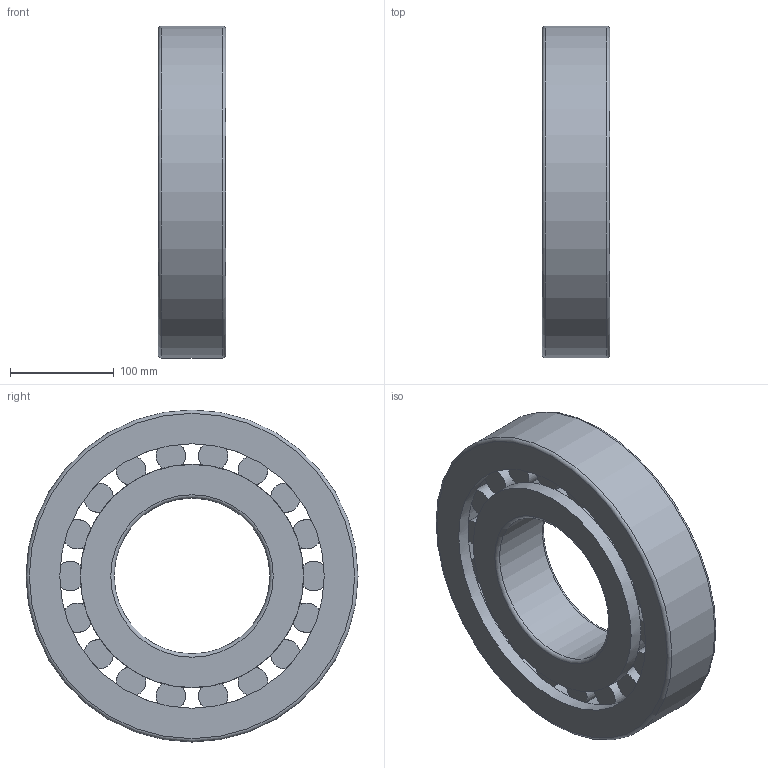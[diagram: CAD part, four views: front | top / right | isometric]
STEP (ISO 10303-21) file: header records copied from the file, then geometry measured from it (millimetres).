
FILE_DESCRIPTION(/* description */ (''),/* implementation_level */ '2;1');
FILE_NAME(/* name */ 'NJ330E.M.ipt.stp',/* time_stamp */ '2020-11-25T08:50:11+01:00',/* author */ ('JP'),/* organization */ (''),/* preprocessor_version */ 'ST-DEVELOPER v18.1',/* originating_system */ 'Autodesk Inventor 2021',/* authorisation */ '');
FILE_SCHEMA (('AUTOMOTIVE_DESIGN { 1 0 10303 214 3 1 1 }'));
Length unit declared in the file: millimetre
Products named in the file (1): NJ330E.M
Bounding box: 65 x 320 x 320 mm (x, y, z)
Volume: 3267241.4 mm3; surface area: 367232.2 mm2
Topology: 1 solids, 1 shells, 176 faces, 473 edges, 211 vertices
Faces by surface type: plane 94, cylinder 77, torus 4, cone 1
Full cylindrical faces by diameter (mm): 150 x1, 215.167 x1, 254.833 x2, 320 x1
Entity records: 5593 total; most frequent: DIRECTION 1222, ORIENTED_EDGE 946, CARTESIAN_POINT 861, AXIS2_PLACEMENT_3D 572, EDGE_CURVE 473, CIRCLE 395, VERTEX_POINT 211, EDGE_LOOP 180
